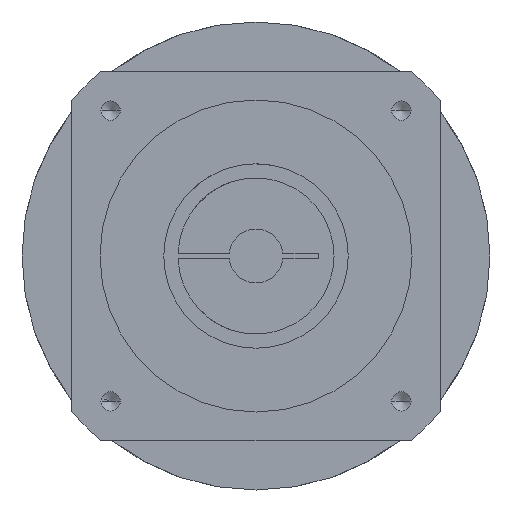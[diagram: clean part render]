
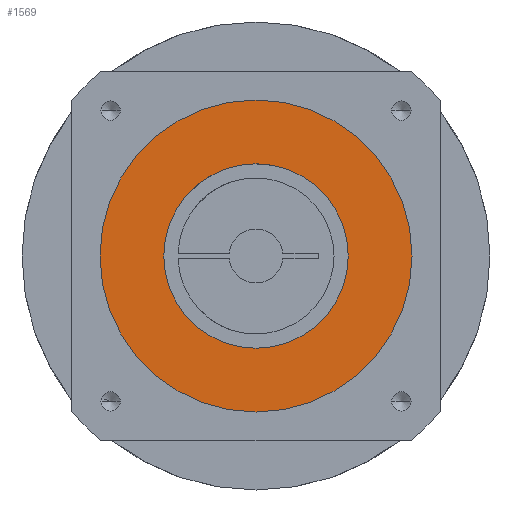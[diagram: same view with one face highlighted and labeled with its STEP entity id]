
A CAD part, front view. The second image highlights one B-rep face of the part: STEP entity #1569.
In plain terms, the highlighted face is planar.
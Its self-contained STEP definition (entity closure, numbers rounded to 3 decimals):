
#97 = EDGE_LOOP ( 'NONE', ( #1533, #457 ) ) ;
#145 = CIRCLE ( 'NONE', #2534, 55. ) ;
#426 = AXIS2_PLACEMENT_3D ( 'NONE', #3802, #2590, #4671 ) ;
#457 = ORIENTED_EDGE ( 'NONE', *, *, #2935, .T. ) ;
#739 = VERTEX_POINT ( 'NONE', #3428 ) ;
#804 = VERTEX_POINT ( 'NONE', #5076 ) ;
#922 = CARTESIAN_POINT ( 'NONE',  ( 0., 70., 0. ) ) ;
#1055 = DIRECTION ( 'NONE',  ( 0., 1., 0. ) ) ;
#1301 = CIRCLE ( 'NONE', #426, 32.5 ) ;
#1533 = ORIENTED_EDGE ( 'NONE', *, *, #3345, .T. ) ;
#1569 = ADVANCED_FACE ( 'NONE', ( #1583, #2532 ), #3582, .T. ) ;
#1583 = FACE_BOUND ( 'NONE', #4216, .T. ) ;
#1867 = CARTESIAN_POINT ( 'NONE',  ( 0., 70., 0. ) ) ;
#2235 = CARTESIAN_POINT ( 'NONE',  ( 0., 70., -32.5 ) ) ;
#2445 = CIRCLE ( 'NONE', #4000, 55. ) ;
#2532 = FACE_OUTER_BOUND ( 'NONE', #97, .T. ) ;
#2534 = AXIS2_PLACEMENT_3D ( 'NONE', #1867, #1055, #3905 ) ;
#2590 = DIRECTION ( 'NONE',  ( 0., 1., 0. ) ) ;
#2597 = ORIENTED_EDGE ( 'NONE', *, *, #2926, .F. ) ;
#2686 = CARTESIAN_POINT ( 'NONE',  ( 0., 70., 55. ) ) ;
#2696 = EDGE_CURVE ( 'NONE', #4155, #804, #1301, .T. ) ;
#2742 = DIRECTION ( 'NONE',  ( 0., 1., 0. ) ) ;
#2926 = EDGE_CURVE ( 'NONE', #804, #4155, #4229, .T. ) ;
#2935 = EDGE_CURVE ( 'NONE', #739, #2940, #145, .T. ) ;
#2940 = VERTEX_POINT ( 'NONE', #2686 ) ;
#3221 = CARTESIAN_POINT ( 'NONE',  ( 0., 70., 0. ) ) ;
#3345 = EDGE_CURVE ( 'NONE', #2940, #739, #2445, .T. ) ;
#3428 = CARTESIAN_POINT ( 'NONE',  ( 0., 70., -55. ) ) ;
#3582 = PLANE ( 'NONE',  #5035 ) ;
#3762 = DIRECTION ( 'NONE',  ( 0., 0., 1. ) ) ;
#3802 = CARTESIAN_POINT ( 'NONE',  ( 0., 70., 0. ) ) ;
#3862 = ORIENTED_EDGE ( 'NONE', *, *, #2696, .F. ) ;
#3905 = DIRECTION ( 'NONE',  ( 0., 0., 1. ) ) ;
#4000 = AXIS2_PLACEMENT_3D ( 'NONE', #922, #4570, #3762 ) ;
#4155 = VERTEX_POINT ( 'NONE', #2235 ) ;
#4216 = EDGE_LOOP ( 'NONE', ( #2597, #3862 ) ) ;
#4229 = CIRCLE ( 'NONE', #4633, 32.5 ) ;
#4325 = CARTESIAN_POINT ( 'NONE',  ( 0., 70., 0. ) ) ;
#4348 = DIRECTION ( 'NONE',  ( 0., 1., 0. ) ) ;
#4570 = DIRECTION ( 'NONE',  ( 0., 1., 0. ) ) ;
#4633 = AXIS2_PLACEMENT_3D ( 'NONE', #4325, #4348, #4703 ) ;
#4671 = DIRECTION ( 'NONE',  ( 0., 0., 1. ) ) ;
#4703 = DIRECTION ( 'NONE',  ( 0., 0., 1. ) ) ;
#4832 = DIRECTION ( 'NONE',  ( 0., 0., 1. ) ) ;
#5035 = AXIS2_PLACEMENT_3D ( 'NONE', #3221, #2742, #4832 ) ;
#5076 = CARTESIAN_POINT ( 'NONE',  ( 0., 70., 32.5 ) ) ;
